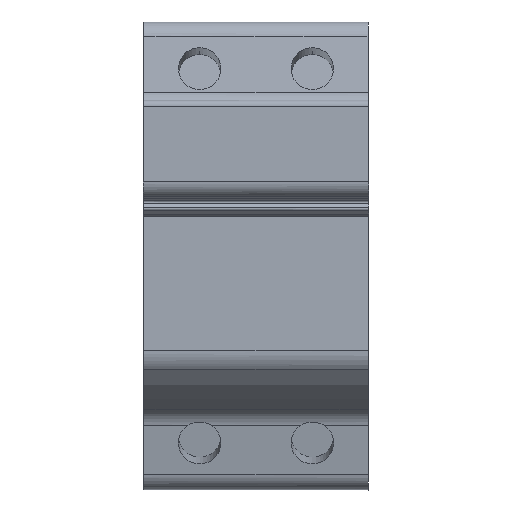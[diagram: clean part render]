
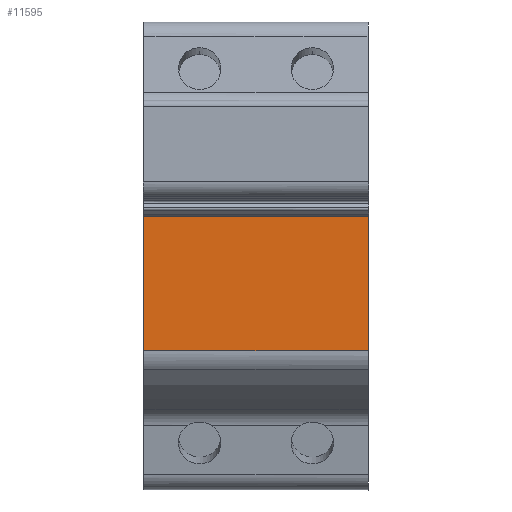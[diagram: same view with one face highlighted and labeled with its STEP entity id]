
A CAD part, top view. The second image highlights one B-rep face of the part: STEP entity #11595.
In plain terms, the highlighted planar face has unit normal (0, 0, 1).
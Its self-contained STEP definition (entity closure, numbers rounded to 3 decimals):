
#2913=AXIS2_PLACEMENT_3D('Plane Axis2P3D',#2910,#2911,#2912) ;
#520=CARTESIAN_POINT('Vertex',(0.1,21.554,52.25)) ;
#523=CARTESIAN_POINT('Line Origine',(0.1,32.,52.25)) ;
#527=CARTESIAN_POINT('Vertex',(0.1,42.445,52.25)) ;
#1029=CARTESIAN_POINT('Vertex',(34.9,42.445,52.25)) ;
#1032=CARTESIAN_POINT('Line Origine',(34.9,32.,52.25)) ;
#1036=CARTESIAN_POINT('Vertex',(34.9,21.554,52.25)) ;
#2896=CARTESIAN_POINT('Line Origine',(16.89,21.554,52.25)) ;
#2910=CARTESIAN_POINT('Axis2P3D Location',(16.,22.423,52.25)) ;
#6592=CARTESIAN_POINT('Line Origine',(9.36,42.445,52.25)) ;
#6596=CARTESIAN_POINT('Vertex',(1.859,42.445,52.25)) ;
#6599=CARTESIAN_POINT('Line Origine',(9.36,42.445,52.25)) ;
#6603=CARTESIAN_POINT('Vertex',(15.741,42.445,52.25)) ;
#6606=CARTESIAN_POINT('Line Origine',(9.36,42.445,52.25)) ;
#6610=CARTESIAN_POINT('Vertex',(17.4,42.445,52.25)) ;
#6613=CARTESIAN_POINT('Line Origine',(9.36,42.445,52.25)) ;
#6617=CARTESIAN_POINT('Vertex',(17.6,42.445,52.25)) ;
#6620=CARTESIAN_POINT('Line Origine',(9.36,42.445,52.25)) ;
#6624=CARTESIAN_POINT('Vertex',(19.359,42.445,52.25)) ;
#6627=CARTESIAN_POINT('Line Origine',(9.36,42.445,52.25)) ;
#6631=CARTESIAN_POINT('Vertex',(33.241,42.445,52.25)) ;
#6634=CARTESIAN_POINT('Line Origine',(9.36,42.445,52.25)) ;
#524=DIRECTION('Vector Direction',(0.,-1.,0.)) ;
#1033=DIRECTION('Vector Direction',(0.,-1.,0.)) ;
#2897=DIRECTION('Vector Direction',(1.,0.,0.)) ;
#2911=DIRECTION('Axis2P3D Direction',(0.,0.,1.)) ;
#2912=DIRECTION('Axis2P3D XDirection',(0.,1.,0.)) ;
#6593=DIRECTION('Vector Direction',(-1.,0.,0.)) ;
#6600=DIRECTION('Vector Direction',(-1.,0.,0.)) ;
#6607=DIRECTION('Vector Direction',(-1.,0.,0.)) ;
#6614=DIRECTION('Vector Direction',(-1.,0.,0.)) ;
#6621=DIRECTION('Vector Direction',(-1.,0.,0.)) ;
#6628=DIRECTION('Vector Direction',(-1.,0.,0.)) ;
#6635=DIRECTION('Vector Direction',(-1.,0.,0.)) ;
#525=VECTOR('Line Direction',#524,1.) ;
#1034=VECTOR('Line Direction',#1033,1.) ;
#2898=VECTOR('Line Direction',#2897,1.) ;
#6594=VECTOR('Line Direction',#6593,1.) ;
#6601=VECTOR('Line Direction',#6600,1.) ;
#6608=VECTOR('Line Direction',#6607,1.) ;
#6615=VECTOR('Line Direction',#6614,1.) ;
#6622=VECTOR('Line Direction',#6621,1.) ;
#6629=VECTOR('Line Direction',#6628,1.) ;
#6636=VECTOR('Line Direction',#6635,1.) ;
#11584=ORIENTED_EDGE('',*,*,#2900,.F.) ;
#11585=ORIENTED_EDGE('',*,*,#1038,.T.) ;
#11586=ORIENTED_EDGE('',*,*,#6638,.F.) ;
#11587=ORIENTED_EDGE('',*,*,#6633,.F.) ;
#11588=ORIENTED_EDGE('',*,*,#6626,.F.) ;
#11589=ORIENTED_EDGE('',*,*,#6619,.F.) ;
#11590=ORIENTED_EDGE('',*,*,#6612,.F.) ;
#11591=ORIENTED_EDGE('',*,*,#6605,.F.) ;
#11592=ORIENTED_EDGE('',*,*,#6598,.F.) ;
#11593=ORIENTED_EDGE('',*,*,#529,.F.) ;
#11595=ADVANCED_FACE('SICHERUNG',(#11594),#2914,.T.) ;
#529=EDGE_CURVE('',#521,#528,#526,.F.) ;
#1038=EDGE_CURVE('',#1037,#1030,#1035,.F.) ;
#2900=EDGE_CURVE('',#1037,#521,#2899,.F.) ;
#6598=EDGE_CURVE('',#528,#6597,#6595,.F.) ;
#6605=EDGE_CURVE('',#6597,#6604,#6602,.F.) ;
#6612=EDGE_CURVE('',#6604,#6611,#6609,.F.) ;
#6619=EDGE_CURVE('',#6611,#6618,#6616,.F.) ;
#6626=EDGE_CURVE('',#6618,#6625,#6623,.F.) ;
#6633=EDGE_CURVE('',#6625,#6632,#6630,.F.) ;
#6638=EDGE_CURVE('',#6632,#1030,#6637,.F.) ;
#11583=EDGE_LOOP('',(#11584,#11585,#11586,#11587,#11588,#11589,#11590,#11591,#11592,#11593)) ;
#11594=FACE_OUTER_BOUND('',#11583,.T.) ;
#526=LINE('Line',#523,#525) ;
#1035=LINE('Line',#1032,#1034) ;
#2899=LINE('Line',#2896,#2898) ;
#6595=LINE('Line',#6592,#6594) ;
#6602=LINE('Line',#6599,#6601) ;
#6609=LINE('Line',#6606,#6608) ;
#6616=LINE('Line',#6613,#6615) ;
#6623=LINE('Line',#6620,#6622) ;
#6630=LINE('Line',#6627,#6629) ;
#6637=LINE('Line',#6634,#6636) ;
#2914=PLANE('',#2913) ;
#521=VERTEX_POINT('',#520) ;
#528=VERTEX_POINT('',#527) ;
#1030=VERTEX_POINT('',#1029) ;
#1037=VERTEX_POINT('',#1036) ;
#6597=VERTEX_POINT('',#6596) ;
#6604=VERTEX_POINT('',#6603) ;
#6611=VERTEX_POINT('',#6610) ;
#6618=VERTEX_POINT('',#6617) ;
#6625=VERTEX_POINT('',#6624) ;
#6632=VERTEX_POINT('',#6631) ;
